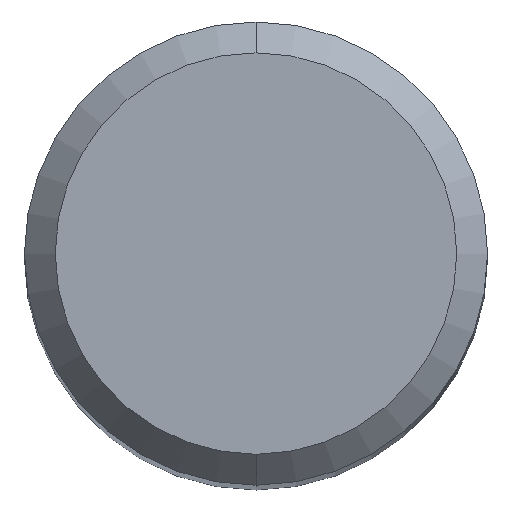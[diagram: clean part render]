
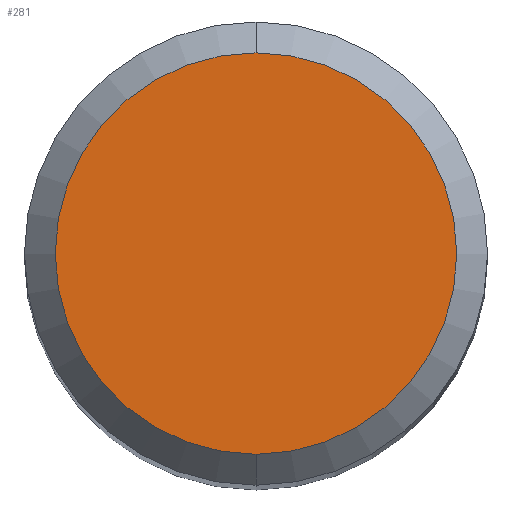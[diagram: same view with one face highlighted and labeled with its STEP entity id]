
A CAD part, top view. The second image highlights one B-rep face of the part: STEP entity #281.
In plain terms, the highlighted planar face has unit normal (0, 0, 1).
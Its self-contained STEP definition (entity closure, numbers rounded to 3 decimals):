
#221=VERTEX_POINT('',#546);
#281=ADVANCED_FACE('',(#610),#611,.T.);
#293=EDGE_CURVE('',#455,#221,#625,.T.);
#303=EDGE_CURVE('',#221,#455,#636,.T.);
#455=VERTEX_POINT('',#806);
#546=CARTESIAN_POINT('',(0.0,2.6,0.0));
#610=FACE_OUTER_BOUND('',#1096,.T.);
#611=PLANE('',#1097);
#625=CIRCLE('',#1116,2.6);
#636=CIRCLE('',#1134,2.6);
#806=CARTESIAN_POINT('',(0.,-2.6,0.0));
#1096=EDGE_LOOP('',(#1591,#1592));
#1097=AXIS2_PLACEMENT_3D('',#1593,#1594,#1595);
#1116=AXIS2_PLACEMENT_3D('',#1612,#1613,#1614);
#1134=AXIS2_PLACEMENT_3D('',#1627,#1628,#1629);
#1591=ORIENTED_EDGE('',*,*,#303,.F.);
#1592=ORIENTED_EDGE('',*,*,#293,.F.);
#1593=CARTESIAN_POINT('',(0.0,1.3,0.0));
#1594=DIRECTION('',(-0.0,0.0,1.0));
#1595=DIRECTION('',(0.0,-1.0,0.0));
#1612=CARTESIAN_POINT('',(0.0,0.0,0.0));
#1613=DIRECTION('',(0.0,0.0,-1.0));
#1614=DIRECTION('',(0.0,1.0,0.0));
#1627=CARTESIAN_POINT('',(0.0,0.0,0.0));
#1628=DIRECTION('',(0.0,0.0,-1.0));
#1629=DIRECTION('',(0.0,1.0,0.0));
